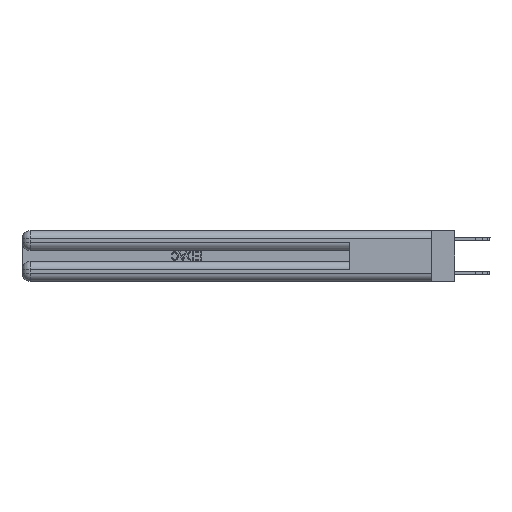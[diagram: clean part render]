
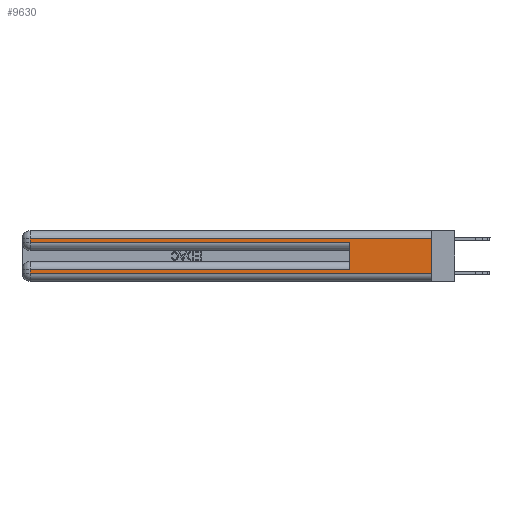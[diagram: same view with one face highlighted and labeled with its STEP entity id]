
A CAD part, left-side view. The second image highlights one B-rep face of the part: STEP entity #9630.
In plain terms, the highlighted planar face has unit normal (-1, 0, 0).
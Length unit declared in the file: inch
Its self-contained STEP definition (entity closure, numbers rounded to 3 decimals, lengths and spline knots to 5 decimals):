
#312 = CARTESIAN_POINT ( 'NONE',  ( 0., 0.6, 0.085 ) ) ;
#1269 = CARTESIAN_POINT ( 'NONE',  ( 0., 0., 0.31 ) ) ;
#2030 = CARTESIAN_POINT ( 'NONE',  ( 0., 0., 0.37 ) ) ;
#2934 = DIRECTION ( 'NONE',  ( 0., 0., -1. ) ) ;
#3058 = EDGE_LOOP ( 'NONE', ( #15677, #8756, #21008, #24568, #10334, #10705, #15555, #5532 ) ) ;
#3141 = VERTEX_POINT ( 'NONE', #23343 ) ;
#3925 = VERTEX_POINT ( 'NONE', #14778 ) ;
#5102 = CARTESIAN_POINT ( 'NONE',  ( 0., 0., 0.085 ) ) ;
#5532 = ORIENTED_EDGE ( 'NONE', *, *, #16506, .T. ) ;
#7224 = VECTOR ( 'NONE', #24342, 39.37008 ) ;
#7322 = FACE_OUTER_BOUND ( 'NONE', #3058, .T. ) ;
#7358 = EDGE_CURVE ( 'NONE', #18046, #18368, #15330, .T. ) ;
#8480 = EDGE_CURVE ( 'NONE', #21716, #3925, #22289, .T. ) ;
#8698 = DIRECTION ( 'NONE',  ( 0., 0., -1. ) ) ;
#8756 = ORIENTED_EDGE ( 'NONE', *, *, #17664, .T. ) ;
#8770 = CARTESIAN_POINT ( 'NONE',  ( 0., 0.6, 0.285 ) ) ;
#9377 = VERTEX_POINT ( 'NONE', #8770 ) ;
#9630 = ADVANCED_FACE ( 'NONE', ( #7322 ), #22835, .F. ) ;
#9636 = DIRECTION ( 'NONE',  ( 0., 1., 0. ) ) ;
#9769 = LINE ( 'NONE', #25151, #22625 ) ;
#10334 = ORIENTED_EDGE ( 'NONE', *, *, #10535, .F. ) ;
#10337 = DIRECTION ( 'NONE',  ( 0., 0., -1. ) ) ;
#10535 = EDGE_CURVE ( 'NONE', #22404, #9377, #22634, .T. ) ;
#10705 = ORIENTED_EDGE ( 'NONE', *, *, #25050, .T. ) ;
#11507 = VECTOR ( 'NONE', #19421, 39.37008 ) ;
#11895 = LINE ( 'NONE', #27290, #15714 ) ;
#12062 = VECTOR ( 'NONE', #8698, 39.37008 ) ;
#12975 = CARTESIAN_POINT ( 'NONE',  ( 0., 2.94, 0.085 ) ) ;
#13708 = CARTESIAN_POINT ( 'NONE',  ( 0., 0., 0.06 ) ) ;
#14010 = CARTESIAN_POINT ( 'NONE',  ( 0., 2.94, 0.31 ) ) ;
#14294 = EDGE_CURVE ( 'NONE', #3141, #9377, #9769, .T. ) ;
#14778 = CARTESIAN_POINT ( 'NONE',  ( 0., 2.94, 0.06 ) ) ;
#15037 = CARTESIAN_POINT ( 'NONE',  ( 0., 0., 0.31 ) ) ;
#15330 = LINE ( 'NONE', #2030, #12062 ) ;
#15555 = ORIENTED_EDGE ( 'NONE', *, *, #8480, .T. ) ;
#15677 = ORIENTED_EDGE ( 'NONE', *, *, #7358, .F. ) ;
#15714 = VECTOR ( 'NONE', #10337, 39.37008 ) ;
#16506 = EDGE_CURVE ( 'NONE', #3925, #18368, #26970, .T. ) ;
#16627 = CARTESIAN_POINT ( 'NONE',  ( 0., 0., 0.06 ) ) ;
#17664 = EDGE_CURVE ( 'NONE', #18046, #25039, #23350, .T. ) ;
#18046 = VERTEX_POINT ( 'NONE', #1269 ) ;
#18368 = VERTEX_POINT ( 'NONE', #16627 ) ;
#18670 = DIRECTION ( 'NONE',  ( 0., -1., 0. ) ) ;
#19268 = EDGE_CURVE ( 'NONE', #25039, #3141, #11895, .T. ) ;
#19421 = DIRECTION ( 'NONE',  ( 0., 1., 0. ) ) ;
#21008 = ORIENTED_EDGE ( 'NONE', *, *, #19268, .T. ) ;
#21716 = VERTEX_POINT ( 'NONE', #12975 ) ;
#22289 = LINE ( 'NONE', #24407, #23859 ) ;
#22308 = DIRECTION ( 'NONE',  ( 0., -1., 0. ) ) ;
#22404 = VERTEX_POINT ( 'NONE', #312 ) ;
#22625 = VECTOR ( 'NONE', #18670, 39.37008 ) ;
#22634 = LINE ( 'NONE', #26750, #7224 ) ;
#22835 = PLANE ( 'NONE',  #27496 ) ;
#22977 = CARTESIAN_POINT ( 'NONE',  ( 0., 0., 0.37 ) ) ;
#23343 = CARTESIAN_POINT ( 'NONE',  ( 0., 2.94, 0.285 ) ) ;
#23350 = LINE ( 'NONE', #15037, #11507 ) ;
#23859 = VECTOR ( 'NONE', #2934, 39.37008 ) ;
#24342 = DIRECTION ( 'NONE',  ( 0., 0., 1. ) ) ;
#24407 = CARTESIAN_POINT ( 'NONE',  ( 0., 2.94, 0.37 ) ) ;
#24461 = LINE ( 'NONE', #5102, #24472 ) ;
#24472 = VECTOR ( 'NONE', #9636, 39.37008 ) ;
#24568 = ORIENTED_EDGE ( 'NONE', *, *, #14294, .T. ) ;
#24693 = DIRECTION ( 'NONE',  ( 0., 0., -1. ) ) ;
#24967 = DIRECTION ( 'NONE',  ( 1., 0., 0. ) ) ;
#25039 = VERTEX_POINT ( 'NONE', #14010 ) ;
#25050 = EDGE_CURVE ( 'NONE', #22404, #21716, #24461, .T. ) ;
#25151 = CARTESIAN_POINT ( 'NONE',  ( 0., 0., 0.285 ) ) ;
#26750 = CARTESIAN_POINT ( 'NONE',  ( 0., 0.6, 0.145 ) ) ;
#26970 = LINE ( 'NONE', #13708, #27698 ) ;
#27290 = CARTESIAN_POINT ( 'NONE',  ( 0., 2.94, 0.37 ) ) ;
#27496 = AXIS2_PLACEMENT_3D ( 'NONE', #22977, #24967, #24693 ) ;
#27698 = VECTOR ( 'NONE', #22308, 39.37008 ) ;
